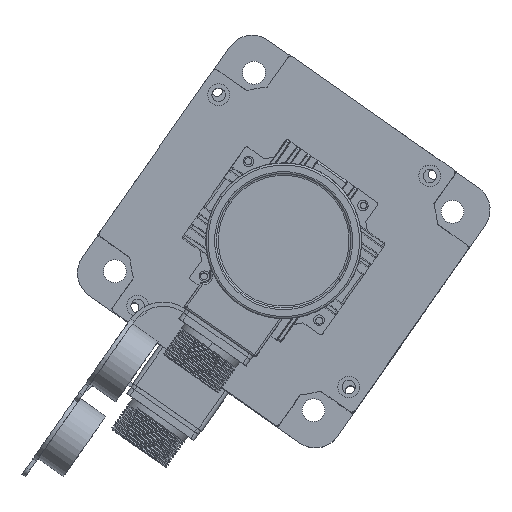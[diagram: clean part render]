
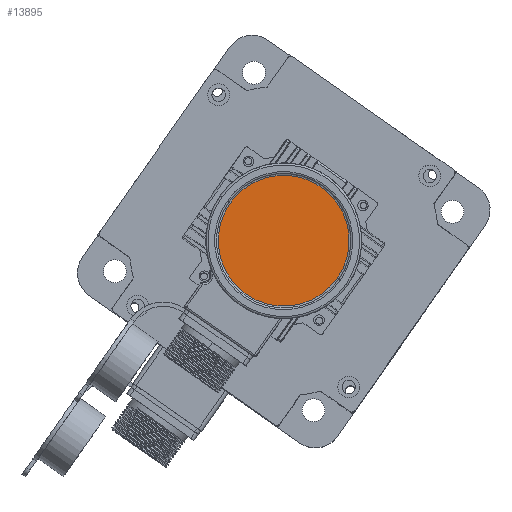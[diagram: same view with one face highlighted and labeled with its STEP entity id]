
A CAD part, top view. The second image highlights one B-rep face of the part: STEP entity #13895.
In plain terms, the highlighted face is planar.
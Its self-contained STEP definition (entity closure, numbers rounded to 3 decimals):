
#3040 = CARTESIAN_POINT ( 'NONE',  ( 31.5, 0., -41.5 ) ) ;
#4448 = PLANE ( 'NONE',  #12936 ) ;
#4521 = ORIENTED_EDGE ( 'NONE', *, *, #38877, .T. ) ;
#10267 = VERTEX_POINT ( 'NONE', #10629 ) ;
#10629 = CARTESIAN_POINT ( 'NONE',  ( -31.5, 0., -41.5 ) ) ;
#10821 = FACE_OUTER_BOUND ( 'NONE', #12110, .T. ) ;
#12110 = EDGE_LOOP ( 'NONE', ( #30149, #4521 ) ) ;
#12489 = AXIS2_PLACEMENT_3D ( 'NONE', #17614, #39957, #20832 ) ;
#12936 = AXIS2_PLACEMENT_3D ( 'NONE', #29994, #14216, #36531 ) ;
#13895 = ADVANCED_FACE ( 'NONE', ( #10821 ), #4448, .T. ) ;
#14216 = DIRECTION ( 'NONE',  ( 0., 0., -1. ) ) ;
#17400 = CIRCLE ( 'NONE', #12489, 31.5 ) ;
#17614 = CARTESIAN_POINT ( 'NONE',  ( 0., 0., -41.5 ) ) ;
#18671 = CARTESIAN_POINT ( 'NONE',  ( 0., 0., -41.5 ) ) ;
#18765 = VERTEX_POINT ( 'NONE', #3040 ) ;
#20832 = DIRECTION ( 'NONE',  ( -1., 0., 0. ) ) ;
#21882 = DIRECTION ( 'NONE',  ( -1., 0., 0. ) ) ;
#28814 = CIRCLE ( 'NONE', #32303, 31.5 ) ;
#29994 = CARTESIAN_POINT ( 'NONE',  ( 0., 0., -41.5 ) ) ;
#30149 = ORIENTED_EDGE ( 'NONE', *, *, #39595, .T. ) ;
#32303 = AXIS2_PLACEMENT_3D ( 'NONE', #18671, #41005, #21882 ) ;
#36531 = DIRECTION ( 'NONE',  ( -1., 0., 0. ) ) ;
#38877 = EDGE_CURVE ( 'NONE', #18765, #10267, #17400, .T. ) ;
#39595 = EDGE_CURVE ( 'NONE', #10267, #18765, #28814, .T. ) ;
#39957 = DIRECTION ( 'NONE',  ( 0., 0., -1. ) ) ;
#41005 = DIRECTION ( 'NONE',  ( 0., 0., -1. ) ) ;
